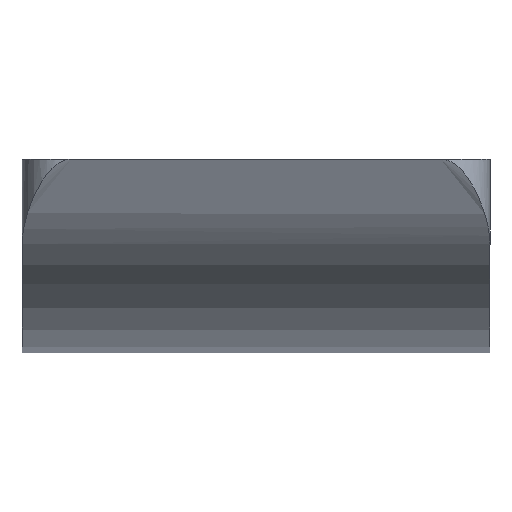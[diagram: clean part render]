
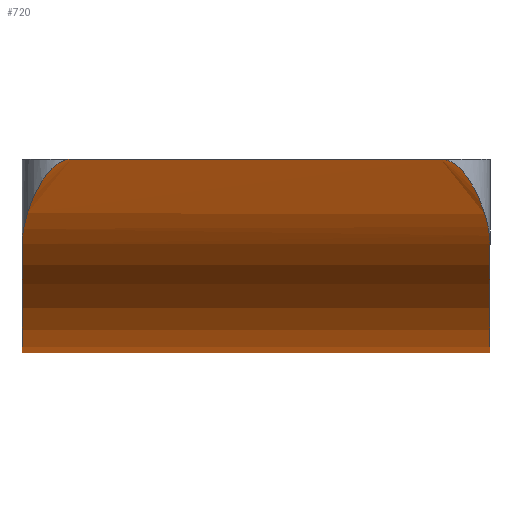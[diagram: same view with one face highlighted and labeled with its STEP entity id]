
A CAD part, front view. The second image highlights one B-rep face of the part: STEP entity #720.
In plain terms, the highlighted free-form (B-spline) face has degree [3, 1] with [4, 2] control points.
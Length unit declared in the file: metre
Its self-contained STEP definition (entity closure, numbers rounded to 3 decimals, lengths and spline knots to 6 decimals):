
#16=B_SPLINE_SURFACE_WITH_KNOTS('',3,1,((#1132,#1133),(#1134,#1135),(#1136,
#1137),(#1138,#1139)),.SURF_OF_LINEAR_EXTRUSION.,.F.,.F.,.F.,(4,4),(2,2),
(0.,1.),(0.,1.),.PIECEWISE_BEZIER_KNOTS.);
#17=B_SPLINE_CURVE_WITH_KNOTS('',3,(#1120,#1121,#1122,#1123),
 .UNSPECIFIED.,.F.,.F.,(4,4),(0.,1.),.PIECEWISE_BEZIER_KNOTS.);
#18=B_SPLINE_CURVE_WITH_KNOTS('',3,(#1126,#1127,#1128,#1129),
 .UNSPECIFIED.,.F.,.F.,(4,4),(0.,1.),.PIECEWISE_BEZIER_KNOTS.);
#19=B_SPLINE_CURVE_WITH_KNOTS('',3,(#1140,#1141,#1142,#1143,#1144,#1145,
#1146,#1147,#1148),.UNSPECIFIED.,.F.,.F.,(4,1,1,1,1,1,4),(0.,
0.003768,0.007536,0.00942,0.011304,
0.013188,0.015072),.UNSPECIFIED.);
#20=B_SPLINE_CURVE_WITH_KNOTS('',3,(#1149,#1150,#1151,#1152,#1153,#1154,
#1155,#1156,#1157),.UNSPECIFIED.,.F.,.F.,(4,1,1,1,1,1,4),(0.,0.001902,
0.003804,0.005705,0.007607,0.011411,
0.015215),.UNSPECIFIED.);
#144=ORIENTED_EDGE('',*,*,#308,.F.);
#145=ORIENTED_EDGE('',*,*,#306,.T.);
#146=ORIENTED_EDGE('',*,*,#266,.F.);
#147=ORIENTED_EDGE('',*,*,#304,.T.);
#148=ORIENTED_EDGE('',*,*,#309,.F.);
#149=ORIENTED_EDGE('',*,*,#242,.T.);
#242=EDGE_CURVE('',#344,#343,#408,.T.);
#266=EDGE_CURVE('',#367,#368,#428,.T.);
#304=EDGE_CURVE('',#367,#385,#17,.T.);
#306=EDGE_CURVE('',#386,#368,#18,.F.);
#308=EDGE_CURVE('',#386,#343,#19,.T.);
#309=EDGE_CURVE('',#344,#385,#20,.T.);
#343=VERTEX_POINT('',#996);
#344=VERTEX_POINT('',#998);
#367=VERTEX_POINT('',#1045);
#368=VERTEX_POINT('',#1047);
#385=VERTEX_POINT('',#1119);
#386=VERTEX_POINT('',#1130);
#408=LINE('',#997,#499);
#428=LINE('',#1046,#519);
#499=VECTOR('',#810,1.);
#519=VECTOR('',#840,1.);
#604=EDGE_LOOP('',(#144,#145,#146,#147,#148,#149));
#648=FACE_BOUND('',#604,.T.);
#720=ADVANCED_FACE('',(#648),#16,.F.);
#810=DIRECTION('',(-1.,0.,0.));
#840=DIRECTION('',(-1.,0.,0.));
#996=CARTESIAN_POINT('',(-0.020491,-0.018955,0.025));
#997=CARTESIAN_POINT('',(0.00339,-0.018955,0.025));
#998=CARTESIAN_POINT('',(0.027271,-0.018955,0.025));
#1045=CARTESIAN_POINT('',(0.033621,0.032045,0.));
#1046=CARTESIAN_POINT('',(0.00339,0.032045,0.));
#1047=CARTESIAN_POINT('',(-0.026841,0.032045,0.));
#1119=CARTESIAN_POINT('',(0.033621,-0.012605,0.014031));
#1120=CARTESIAN_POINT('',(0.033621,0.032045,0.));
#1121=CARTESIAN_POINT('',(0.033621,-0.007647,0.));
#1122=CARTESIAN_POINT('',(0.033621,-0.014835,0.015211));
#1123=CARTESIAN_POINT('',(0.033621,-0.018955,0.025));
#1126=CARTESIAN_POINT('',(-0.026841,0.032045,0.));
#1127=CARTESIAN_POINT('',(-0.026841,-0.007647,0.));
#1128=CARTESIAN_POINT('',(-0.026841,-0.014835,0.015211));
#1129=CARTESIAN_POINT('',(-0.026841,-0.018955,0.025));
#1130=CARTESIAN_POINT('',(-0.026841,-0.012605,0.014031));
#1132=CARTESIAN_POINT('',(-0.026841,0.032045,0.));
#1133=CARTESIAN_POINT('',(0.033621,0.032045,0.));
#1134=CARTESIAN_POINT('',(-0.026841,-0.007647,0.));
#1135=CARTESIAN_POINT('',(0.033621,-0.007647,0.));
#1136=CARTESIAN_POINT('',(-0.026841,-0.014835,0.015211));
#1137=CARTESIAN_POINT('',(0.033621,-0.014835,0.015211));
#1138=CARTESIAN_POINT('',(-0.026841,-0.018955,0.025));
#1139=CARTESIAN_POINT('',(0.033621,-0.018955,0.025));
#1140=CARTESIAN_POINT('',(-0.026841,-0.012605,0.014031));
#1141=CARTESIAN_POINT('',(-0.026841,-0.013436,0.014997));
#1142=CARTESIAN_POINT('',(-0.02653,-0.014934,0.01699));
#1143=CARTESIAN_POINT('',(-0.025614,-0.016472,0.01963));
#1144=CARTESIAN_POINT('',(-0.024596,-0.017494,0.02168));
#1145=CARTESIAN_POINT('',(-0.023619,-0.018177,0.023177));
#1146=CARTESIAN_POINT('',(-0.022352,-0.018747,0.024503));
#1147=CARTESIAN_POINT('',(-0.021135,-0.018955,0.025));
#1148=CARTESIAN_POINT('',(-0.020491,-0.018955,0.025));
#1149=CARTESIAN_POINT('',(0.027271,-0.018955,0.025));
#1150=CARTESIAN_POINT('',(0.027916,-0.018955,0.025));
#1151=CARTESIAN_POINT('',(0.029126,-0.018749,0.024507));
#1152=CARTESIAN_POINT('',(0.030397,-0.018179,0.02318));
#1153=CARTESIAN_POINT('',(0.03137,-0.017499,0.021691));
#1154=CARTESIAN_POINT('',(0.032394,-0.016474,0.019633));
#1155=CARTESIAN_POINT('',(0.033306,-0.014945,0.017006));
#1156=CARTESIAN_POINT('',(0.033621,-0.013434,0.014995));
#1157=CARTESIAN_POINT('',(0.033621,-0.012605,0.014031));
